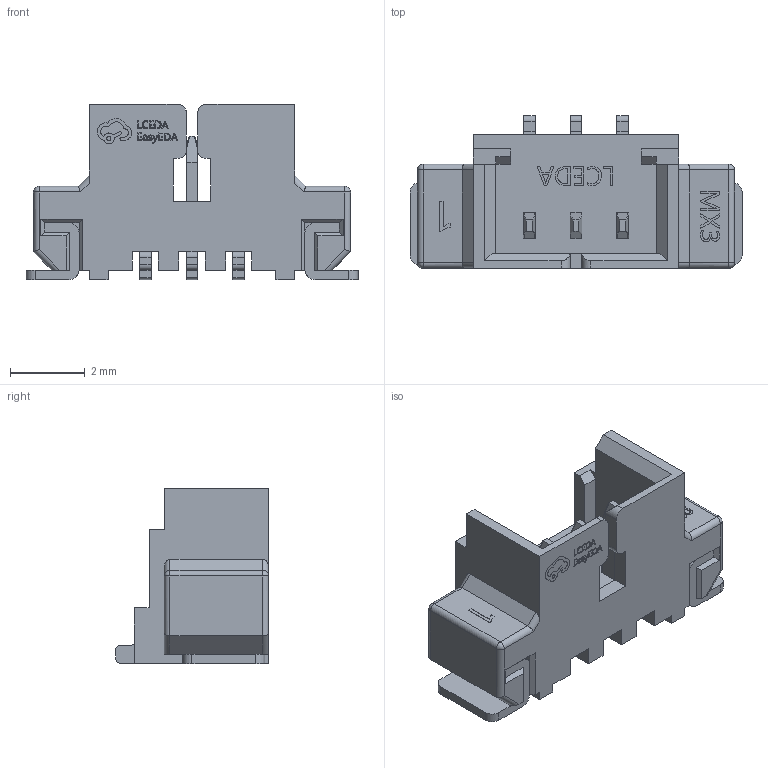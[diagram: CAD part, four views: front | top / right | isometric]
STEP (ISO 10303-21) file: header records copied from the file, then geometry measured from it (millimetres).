
FILE_DESCRIPTION (( 'STEP AP214' ), '1' );
FILE_NAME ('CONN-SMD_AFC12-S03CCC-00.STEP', '2024-02-18T03:42:34', ( '' ), ( '' ), 'SwSTEP 2.0', 'SolidWorks 2022', '' );
FILE_SCHEMA (( 'AUTOMOTIVE_DESIGN' ));
Length unit declared in the file: millimetre
Products named in the file (2): CONN-SMD_AFC12-S03CCC-00; COMPOUND^CONN-SMD_AFC12-S03CCC-00
Assembly tree (1 placements, depth 2):
  CONN-SMD_AFC12-S03CCC-00
    COMPOUND^CONN-SMD_AFC12-S03CCC-00
Bounding box: 8.9 x 4.1 x 4.7 mm (x, y, z)
Volume: 61.7 mm3; surface area: 217 mm2
Topology: 14 solids, 14 shells, 613 faces, 1662 edges, 1090 vertices
Faces by surface type: plane 383, bspline 136, cylinder 90, sphere 4
Entity records: 24177 total; most frequent: CARTESIAN_POINT 6801, ORIENTED_EDGE 3316, DIRECTION 2374, EDGE_CURVE 1658, LINE 1216, VECTOR 1216, VERTEX_POINT 1090, EDGE_LOOP 642
